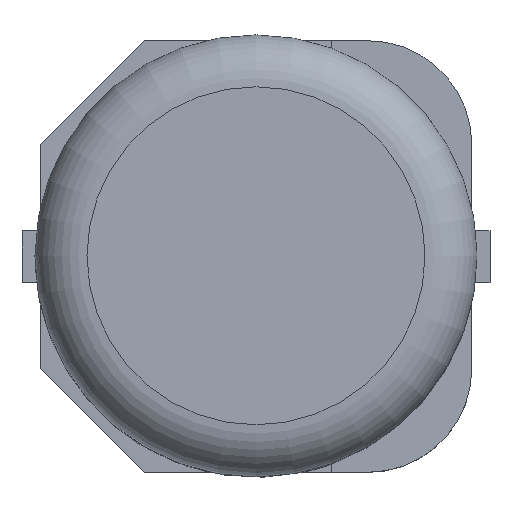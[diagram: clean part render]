
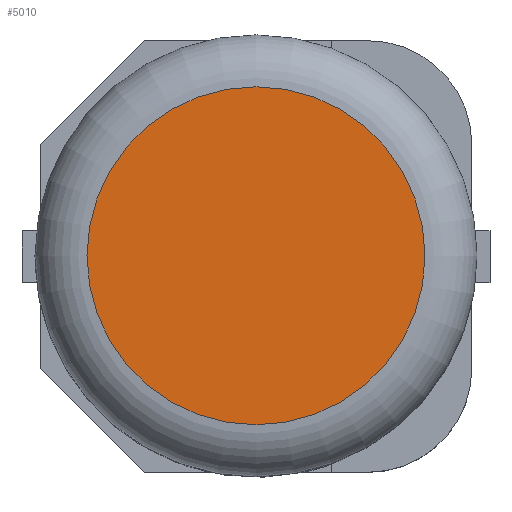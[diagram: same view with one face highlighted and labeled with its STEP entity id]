
A CAD part, top view. The second image highlights one B-rep face of the part: STEP entity #5010.
In plain terms, the highlighted planar face has unit normal (0, 0, 1).
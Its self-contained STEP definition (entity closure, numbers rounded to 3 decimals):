
#4829 = TOROIDAL_SURFACE('',#4830,3.25,1.);
#4830 = AXIS2_PLACEMENT_3D('',#4831,#4832,#4833);
#4831 = CARTESIAN_POINT('',(0.002,0.006,9.51
    ));
#4832 = DIRECTION('',(0.,0.,-1.));
#4833 = DIRECTION('',(-1.,0.,0.));
#4932 = EDGE_CURVE('',#4933,#4933,#4935,.T.);
#4933 = VERTEX_POINT('',#4934);
#4934 = CARTESIAN_POINT('',(3.252,0.006,10.51));
#4935 = SURFACE_CURVE('',#4936,(#4941,#4970),.PCURVE_S1.);
#4936 = CIRCLE('',#4937,3.25);
#4937 = AXIS2_PLACEMENT_3D('',#4938,#4939,#4940);
#4938 = CARTESIAN_POINT('',(0.002,0.006,
    10.51));
#4939 = DIRECTION('',(0.,0.,-1.));
#4940 = DIRECTION('',(-1.,0.,0.));
#4941 = PCURVE('',#4829,#4942);
#4942 = DEFINITIONAL_REPRESENTATION('',(#4943),#4969);
#4943 = B_SPLINE_CURVE_WITH_KNOTS('',3,(#4944,#4945,#4946,#4947,#4948,
    #4949,#4950,#4951,#4952,#4953,#4954,#4955,#4956,#4957,#4958,#4959,
    #4960,#4961,#4962,#4963,#4964,#4965,#4966,#4967,#4968),
  .UNSPECIFIED.,.F.,.F.,(4,1,1,1,1,1,1,1,1,1,1,1,1,1,1,1,1,1,1,1,1,1,4),
  (3.142,3.427,3.713,3.998,
    4.284,4.57,4.855,5.141,
    5.426,5.712,5.998,6.283,
    6.569,6.854,7.14,7.426,
    7.711,7.997,8.282,8.568,
    8.854,9.139,9.425),.QUASI_UNIFORM_KNOTS.);
#4944 = CARTESIAN_POINT('',(3.142,4.712));
#4945 = CARTESIAN_POINT('',(3.237,4.712));
#4946 = CARTESIAN_POINT('',(3.427,4.712));
#4947 = CARTESIAN_POINT('',(3.713,4.712));
#4948 = CARTESIAN_POINT('',(3.998,4.712));
#4949 = CARTESIAN_POINT('',(4.284,4.712));
#4950 = CARTESIAN_POINT('',(4.57,4.712));
#4951 = CARTESIAN_POINT('',(4.855,4.712));
#4952 = CARTESIAN_POINT('',(5.141,4.712));
#4953 = CARTESIAN_POINT('',(5.426,4.712));
#4954 = CARTESIAN_POINT('',(5.712,4.712));
#4955 = CARTESIAN_POINT('',(5.998,4.712));
#4956 = CARTESIAN_POINT('',(6.283,4.712));
#4957 = CARTESIAN_POINT('',(6.569,4.712));
#4958 = CARTESIAN_POINT('',(6.854,4.712));
#4959 = CARTESIAN_POINT('',(7.14,4.712));
#4960 = CARTESIAN_POINT('',(7.426,4.712));
#4961 = CARTESIAN_POINT('',(7.711,4.712));
#4962 = CARTESIAN_POINT('',(7.997,4.712));
#4963 = CARTESIAN_POINT('',(8.282,4.712));
#4964 = CARTESIAN_POINT('',(8.568,4.712));
#4965 = CARTESIAN_POINT('',(8.854,4.712));
#4966 = CARTESIAN_POINT('',(9.139,4.712));
#4967 = CARTESIAN_POINT('',(9.33,4.712));
#4968 = CARTESIAN_POINT('',(9.425,4.712));
#4969 = ( GEOMETRIC_REPRESENTATION_CONTEXT(2) 
PARAMETRIC_REPRESENTATION_CONTEXT() REPRESENTATION_CONTEXT('2D SPACE',''
  ) );
#4970 = PCURVE('',#4971,#4976);
#4971 = PLANE('',#4972);
#4972 = AXIS2_PLACEMENT_3D('',#4973,#4974,#4975);
#4973 = CARTESIAN_POINT('',(0.002,0.006,
    10.51));
#4974 = DIRECTION('',(0.,0.,-1.));
#4975 = DIRECTION('',(-1.,0.,0.));
#4976 = DEFINITIONAL_REPRESENTATION('',(#4977),#4981);
#4977 = CIRCLE('',#4978,3.25);
#4978 = AXIS2_PLACEMENT_2D('',#4979,#4980);
#4979 = CARTESIAN_POINT('',(0.,0.));
#4980 = DIRECTION('',(1.,0.));
#4981 = ( GEOMETRIC_REPRESENTATION_CONTEXT(2) 
PARAMETRIC_REPRESENTATION_CONTEXT() REPRESENTATION_CONTEXT('2D SPACE',''
  ) );
#5010 = ADVANCED_FACE('',(#5011),#4971,.F.);
#5011 = FACE_BOUND('',#5012,.T.);
#5012 = EDGE_LOOP('',(#5013));
#5013 = ORIENTED_EDGE('',*,*,#4932,.F.);
